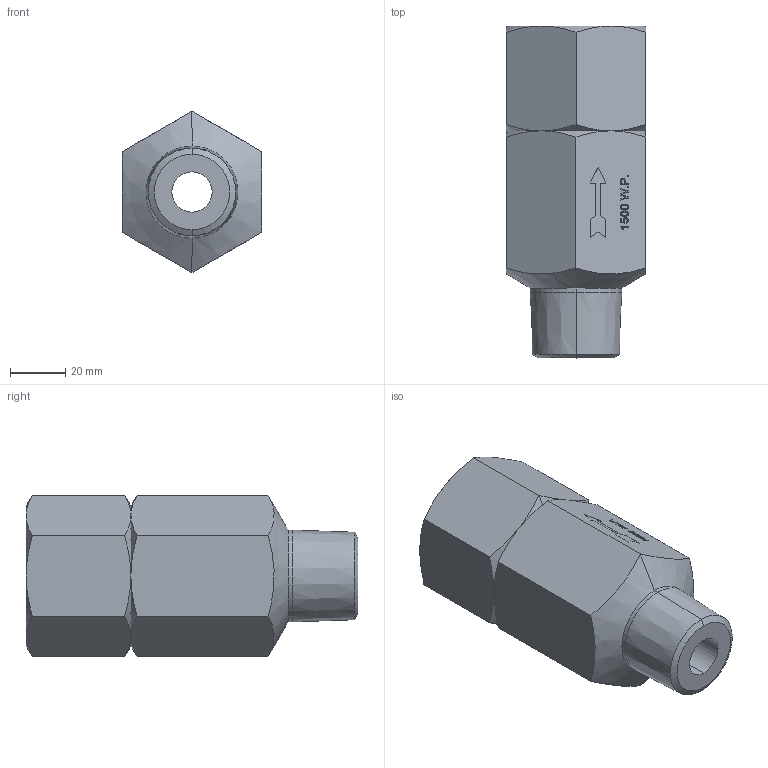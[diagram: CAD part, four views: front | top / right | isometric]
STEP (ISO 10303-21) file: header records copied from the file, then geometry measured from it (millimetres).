
FILE_DESCRIPTION (( 'STEP AP203' ), '1' );
FILE_NAME ('1 CV15 (YBB).STEP', '2008-11-04T18:18:10', ( 'Admin' ), ( 'Kimray Inc.' ), 'SwSTEP 2.0', 'SolidWorks 2008', '' );
FILE_SCHEMA (( 'CONFIG_CONTROL_DESIGN' ));
Length unit declared in the file: inch
Products named in the file (1): 1 CV15 (YBB)
Bounding box: 50.8 x 120.65 x 58.66 mm (x, y, z)
Surface area: 26311.9 mm2 (no closed solid volume)
Topology: 0 solids, 4 shells, 96 faces, 364 edges, 257 vertices
Faces by surface type: plane 45, cone 29, bspline 16, cylinder 6
Entity records: 5563 total; most frequent: CARTESIAN_POINT 2788, ORIENTED_EDGE 534, DIRECTION 439, EDGE_CURVE 364, VERTEX_POINT 257, LINE 195, VECTOR 195, B_SPLINE_CURVE_WITH_KNOTS 128
